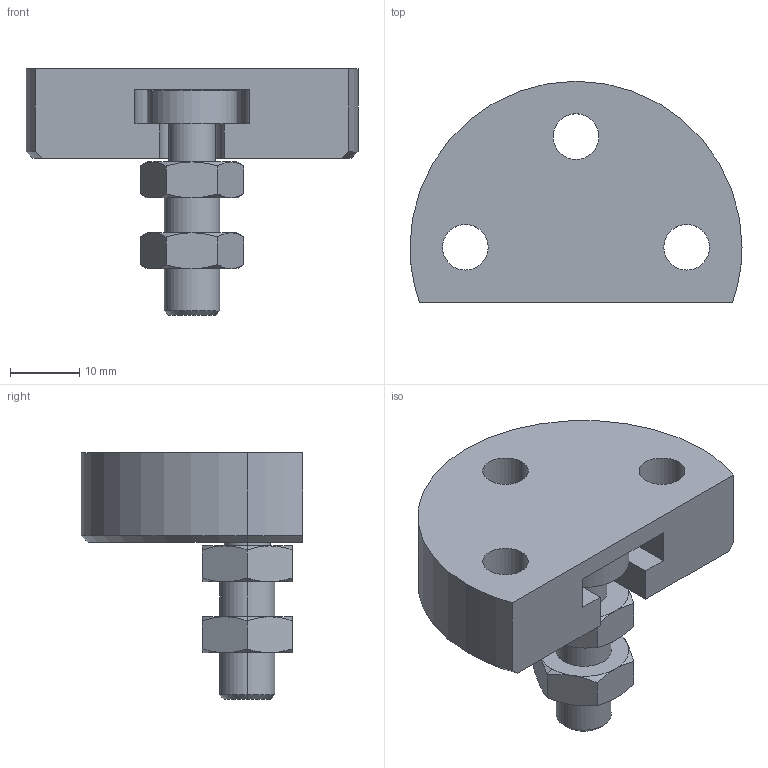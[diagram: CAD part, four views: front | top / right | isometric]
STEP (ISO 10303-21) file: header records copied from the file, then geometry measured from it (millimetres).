
FILE_DESCRIPTION(('STEP AP214'),'1');
FILE_NAME(' ',' ',('TraceParts'),('TraceParts S.A.'),'XStep 1.0',' ',' ');
FILE_SCHEMA(('automotive_design'));
Length unit declared in the file: millimetre
Products named in the file (3): 1; 2; 3
Bounding box: 48 x 32 x 35.7 mm (x, y, z)
Volume: 15307.7 mm3; surface area: 7631.7 mm2
Topology: 3 solids, 3 shells, 95 faces, 213 edges, 130 vertices
Faces by surface type: cone 39, plane 31, cylinder 25
Entity records: 5141 total; most frequent: CARTESIAN_POINT 541, DIRECTION 450, STYLED_ITEM 441, PRESENTATION_STYLE_ASSIGNMENT 441, COLOUR_RGB 441, ORIENTED_EDGE 426, EDGE_CURVE 213, CURVE_STYLE 213
